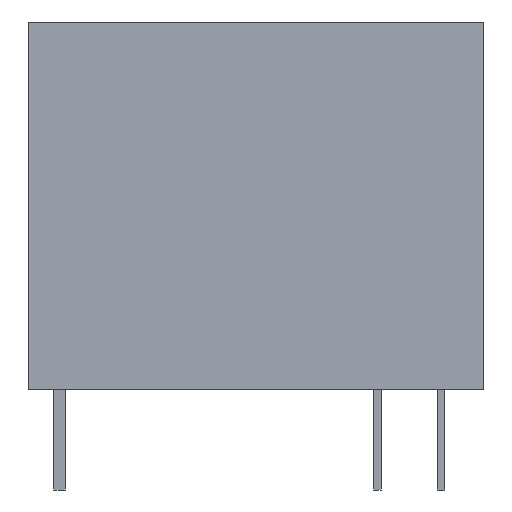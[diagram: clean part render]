
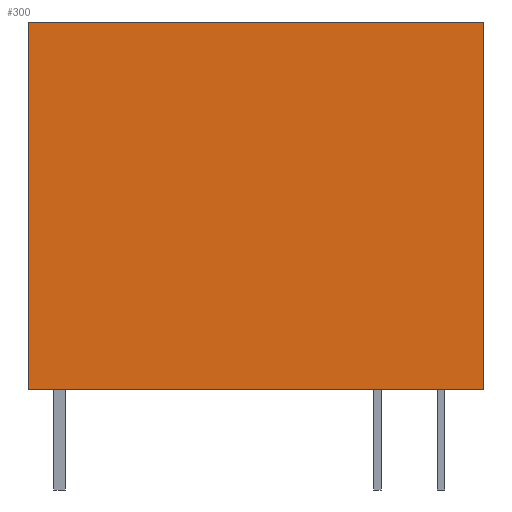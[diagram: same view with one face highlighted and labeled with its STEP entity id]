
A CAD part, front view. The second image highlights one B-rep face of the part: STEP entity #300.
In plain terms, the highlighted planar face has unit normal (0, -1, 0).
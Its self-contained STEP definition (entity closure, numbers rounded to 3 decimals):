
#72 = EDGE_CURVE('',#73,#75,#77,.T.);
#73 = VERTEX_POINT('',#74);
#74 = CARTESIAN_POINT('',(-7.6,-5.1,0.));
#75 = VERTEX_POINT('',#76);
#76 = CARTESIAN_POINT('',(-7.6,-5.1,14.7));
#77 = LINE('',#78,#79);
#78 = CARTESIAN_POINT('',(-7.6,-5.1,0.));
#79 = VECTOR('',#80,1.);
#80 = DIRECTION('',(0.,0.,1.));
#105 = VERTEX_POINT('',#106);
#106 = CARTESIAN_POINT('',(10.6,-5.1,14.7));
#112 = EDGE_CURVE('',#113,#105,#115,.T.);
#113 = VERTEX_POINT('',#114);
#114 = CARTESIAN_POINT('',(10.6,-5.1,0.));
#115 = LINE('',#116,#117);
#116 = CARTESIAN_POINT('',(10.6,-5.1,0.));
#117 = VECTOR('',#118,1.);
#118 = DIRECTION('',(0.,0.,1.));
#136 = EDGE_CURVE('',#113,#73,#137,.T.);
#137 = LINE('',#138,#139);
#138 = CARTESIAN_POINT('',(10.6,-5.1,0.));
#139 = VECTOR('',#140,1.);
#140 = DIRECTION('',(-1.,0.,0.));
#289 = EDGE_CURVE('',#105,#75,#290,.T.);
#290 = LINE('',#291,#292);
#291 = CARTESIAN_POINT('',(10.6,-5.1,14.7));
#292 = VECTOR('',#293,1.);
#293 = DIRECTION('',(-1.,0.,0.));
#300 = ADVANCED_FACE('',(#301),#307,.T.);
#301 = FACE_BOUND('',#302,.T.);
#302 = EDGE_LOOP('',(#303,#304,#305,#306));
#303 = ORIENTED_EDGE('',*,*,#112,.T.);
#304 = ORIENTED_EDGE('',*,*,#289,.T.);
#305 = ORIENTED_EDGE('',*,*,#72,.F.);
#306 = ORIENTED_EDGE('',*,*,#136,.F.);
#307 = PLANE('',#308);
#308 = AXIS2_PLACEMENT_3D('',#309,#310,#311);
#309 = CARTESIAN_POINT('',(10.6,-5.1,0.));
#310 = DIRECTION('',(0.,-1.,0.));
#311 = DIRECTION('',(-1.,0.,0.));
